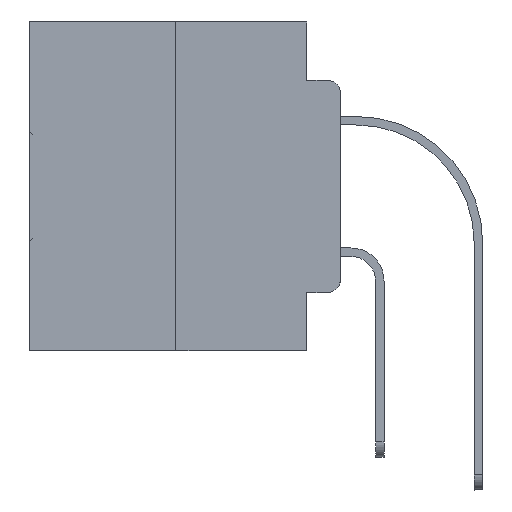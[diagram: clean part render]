
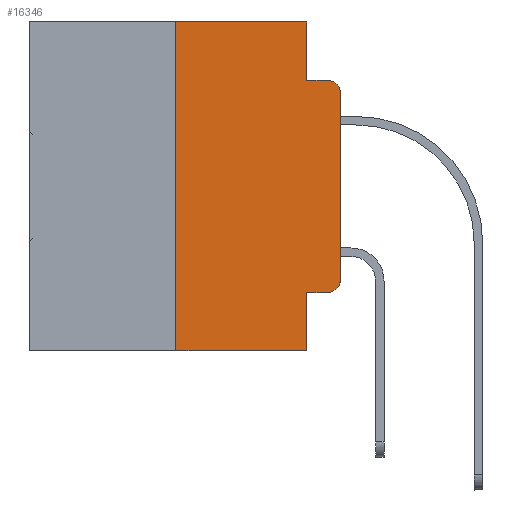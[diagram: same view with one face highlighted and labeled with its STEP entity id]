
A CAD part, left-side view. The second image highlights one B-rep face of the part: STEP entity #16346.
In plain terms, the highlighted planar face has unit normal (-1, 0, 0).
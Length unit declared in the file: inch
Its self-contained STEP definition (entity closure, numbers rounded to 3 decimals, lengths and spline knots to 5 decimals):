
#884 = DIRECTION ( 'NONE',  ( 0., -1., 0. ) ) ;
#897 = EDGE_CURVE ( 'NONE', #22957, #16504, #16172, .T. ) ;
#1297 = LINE ( 'NONE', #11500, #7158 ) ;
#1895 = DIRECTION ( 'NONE',  ( 0., -1., 0. ) ) ;
#2392 = ORIENTED_EDGE ( 'NONE', *, *, #13161, .F. ) ;
#2918 = LINE ( 'NONE', #24292, #4503 ) ;
#3070 = VERTEX_POINT ( 'NONE', #30020 ) ;
#3075 = DIRECTION ( 'NONE',  ( 0., -1., 0. ) ) ;
#3829 = DIRECTION ( 'NONE',  ( -1., 0., 0. ) ) ;
#4342 = PLANE ( 'NONE',  #24396 ) ;
#4503 = VECTOR ( 'NONE', #3075, 39.37008 ) ;
#4730 = CARTESIAN_POINT ( 'NONE',  ( 0., 0.02, -0.4115 ) ) ;
#4822 = EDGE_CURVE ( 'NONE', #13190, #22957, #32276, .T. ) ;
#5121 = CARTESIAN_POINT ( 'NONE',  ( 0., 0.051, 0. ) ) ;
#5661 = VECTOR ( 'NONE', #884, 39.37008 ) ;
#5993 = VERTEX_POINT ( 'NONE', #5121 ) ;
#6475 = CARTESIAN_POINT ( 'NONE',  ( 0., 0.02, -0.3915 ) ) ;
#7158 = VECTOR ( 'NONE', #21840, 39.37008 ) ;
#8149 = DIRECTION ( 'NONE',  ( 0., 0., -1. ) ) ;
#8467 = EDGE_CURVE ( 'NONE', #3070, #5993, #2918, .T. ) ;
#8989 = VERTEX_POINT ( 'NONE', #11839 ) ;
#9156 = DIRECTION ( 'NONE',  ( 0., -1., 0. ) ) ;
#9469 = DIRECTION ( 'NONE',  ( -1., 0., 0. ) ) ;
#9552 = CARTESIAN_POINT ( 'NONE',  ( 0., 0.25, 0. ) ) ;
#9791 = DIRECTION ( 'NONE',  ( 0., 0., -1. ) ) ;
#10009 = CARTESIAN_POINT ( 'NONE',  ( 0., 0.051, -0.0885 ) ) ;
#10949 = ORIENTED_EDGE ( 'NONE', *, *, #4822, .T. ) ;
#11500 = CARTESIAN_POINT ( 'NONE',  ( 0., 0.051, 0. ) ) ;
#11598 = LINE ( 'NONE', #14068, #25986 ) ;
#11839 = CARTESIAN_POINT ( 'NONE',  ( 0., 0.051, -0.0885 ) ) ;
#12286 = VECTOR ( 'NONE', #1895, 39.37008 ) ;
#12428 = CARTESIAN_POINT ( 'NONE',  ( 0., 0.473, 0. ) ) ;
#12647 = VECTOR ( 'NONE', #26722, 39.37008 ) ;
#12672 = VECTOR ( 'NONE', #30882, 39.37008 ) ;
#13161 = EDGE_CURVE ( 'NONE', #5993, #8989, #1297, .T. ) ;
#13190 = VERTEX_POINT ( 'NONE', #28620 ) ;
#14068 = CARTESIAN_POINT ( 'NONE',  ( 0., 0.473, -0.5 ) ) ;
#14559 = EDGE_CURVE ( 'NONE', #8989, #15464, #20506, .T. ) ;
#15318 = CARTESIAN_POINT ( 'NONE',  ( 0., 0.051, -0.5 ) ) ;
#15464 = VERTEX_POINT ( 'NONE', #15465 ) ;
#15465 = CARTESIAN_POINT ( 'NONE',  ( 0., 0.02, -0.0885 ) ) ;
#15691 = EDGE_CURVE ( 'NONE', #21564, #19785, #11598, .T. ) ;
#16172 = CIRCLE ( 'NONE', #32382, 0.02 ) ;
#16346 = ADVANCED_FACE ( 'NONE', ( #28319 ), #4342, .F. ) ;
#16424 = LINE ( 'NONE', #21664, #12647 ) ;
#16504 = VERTEX_POINT ( 'NONE', #23769 ) ;
#18448 = ORIENTED_EDGE ( 'NONE', *, *, #8467, .F. ) ;
#18972 = DIRECTION ( 'NONE',  ( 0., 0., -1. ) ) ;
#19785 = VERTEX_POINT ( 'NONE', #15318 ) ;
#20506 = LINE ( 'NONE', #10009, #12286 ) ;
#20839 = EDGE_CURVE ( 'NONE', #13190, #19785, #24256, .T. ) ;
#21564 = VERTEX_POINT ( 'NONE', #28202 ) ;
#21663 = ORIENTED_EDGE ( 'NONE', *, *, #20839, .F. ) ;
#21664 = CARTESIAN_POINT ( 'NONE',  ( 0., 0., 0. ) ) ;
#21824 = VECTOR ( 'NONE', #8149, 39.37008 ) ;
#21840 = DIRECTION ( 'NONE',  ( 0., 0., -1. ) ) ;
#22957 = VERTEX_POINT ( 'NONE', #4730 ) ;
#23105 = DIRECTION ( 'NONE',  ( 1., 0., 0. ) ) ;
#23740 = CARTESIAN_POINT ( 'NONE',  ( 0., 0.051, 0. ) ) ;
#23769 = CARTESIAN_POINT ( 'NONE',  ( 0., 0., -0.3915 ) ) ;
#24256 = LINE ( 'NONE', #23740, #21824 ) ;
#24292 = CARTESIAN_POINT ( 'NONE',  ( 0., 0.473, 0. ) ) ;
#24396 = AXIS2_PLACEMENT_3D ( 'NONE', #12428, #23105, #9791 ) ;
#24924 = CARTESIAN_POINT ( 'NONE',  ( 0., 0.051, -0.4115 ) ) ;
#25213 = CARTESIAN_POINT ( 'NONE',  ( 0., 0.02, -0.1085 ) ) ;
#25392 = DIRECTION ( 'NONE',  ( 0., 0., -1. ) ) ;
#25564 = ORIENTED_EDGE ( 'NONE', *, *, #29745, .T. ) ;
#25986 = VECTOR ( 'NONE', #9156, 39.37008 ) ;
#26044 = CARTESIAN_POINT ( 'NONE',  ( 0., 0., -0.1085 ) ) ;
#26389 = ORIENTED_EDGE ( 'NONE', *, *, #15691, .T. ) ;
#26627 = EDGE_CURVE ( 'NONE', #16504, #33396, #16424, .T. ) ;
#26722 = DIRECTION ( 'NONE',  ( 0., 0., 1. ) ) ;
#27884 = ORIENTED_EDGE ( 'NONE', *, *, #34316, .F. ) ;
#28202 = CARTESIAN_POINT ( 'NONE',  ( 0., 0.25, -0.5 ) ) ;
#28319 = FACE_OUTER_BOUND ( 'NONE', #32819, .T. ) ;
#28620 = CARTESIAN_POINT ( 'NONE',  ( 0., 0.051, -0.4115 ) ) ;
#29745 = EDGE_CURVE ( 'NONE', #33396, #15464, #30231, .T. ) ;
#30020 = CARTESIAN_POINT ( 'NONE',  ( 0., 0.25, 0. ) ) ;
#30231 = CIRCLE ( 'NONE', #33034, 0.02 ) ;
#30614 = ORIENTED_EDGE ( 'NONE', *, *, #897, .T. ) ;
#30882 = DIRECTION ( 'NONE',  ( 0., 0., 1. ) ) ;
#32276 = LINE ( 'NONE', #24924, #5661 ) ;
#32382 = AXIS2_PLACEMENT_3D ( 'NONE', #6475, #9469, #25392 ) ;
#32450 = ORIENTED_EDGE ( 'NONE', *, *, #14559, .F. ) ;
#32819 = EDGE_LOOP ( 'NONE', ( #33100, #25564, #32450, #2392, #18448, #27884, #26389, #21663, #10949, #30614 ) ) ;
#33034 = AXIS2_PLACEMENT_3D ( 'NONE', #25213, #3829, #18972 ) ;
#33100 = ORIENTED_EDGE ( 'NONE', *, *, #26627, .T. ) ;
#33396 = VERTEX_POINT ( 'NONE', #26044 ) ;
#33515 = LINE ( 'NONE', #9552, #12672 ) ;
#34316 = EDGE_CURVE ( 'NONE', #21564, #3070, #33515, .T. ) ;
